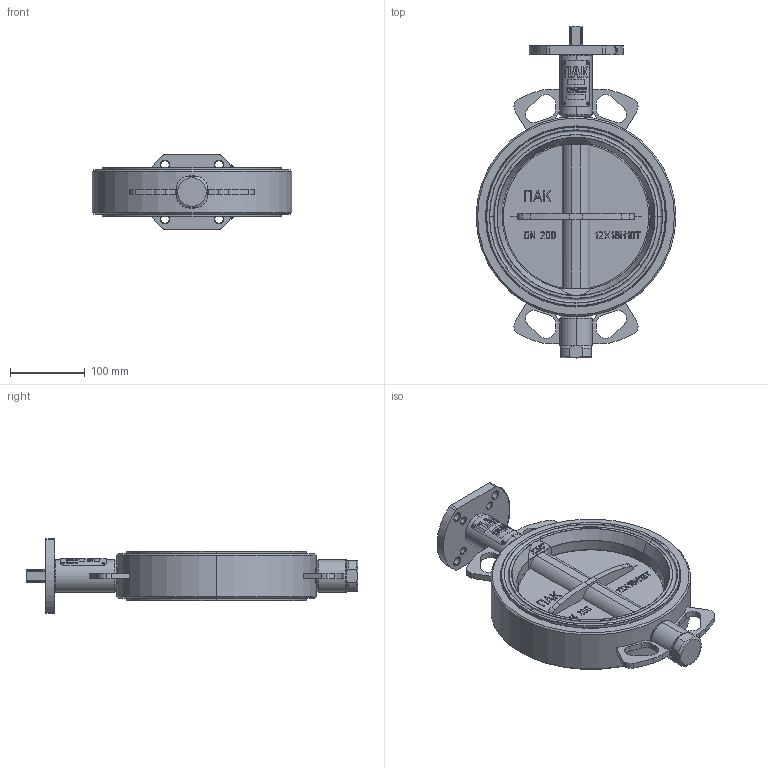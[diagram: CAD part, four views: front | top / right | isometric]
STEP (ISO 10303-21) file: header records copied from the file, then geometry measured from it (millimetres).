
FILE_DESCRIPTION (( 'STEP AP214' ), '1' );
FILE_NAME ('AP1.22.200.01.01.00.000 Ã× 3D-ìîäåëü ñèììåòðè÷íîãî çàòâîð DN200 PN10-16.STEP', '2022-05-30T06:28:15', ( '' ), ( '' ), 'SwSTEP 2.0', 'SolidWorks 2018', '' );
FILE_SCHEMA (( 'AUTOMOTIVE_DESIGN' ));
Length unit declared in the file: millimetre
Products named in the file (2): AP1.22.200.01.01.00.000 Ã×  3D-ìîäåëü ñèììåòðè÷íîãî çàòâîð DN200 PN10-16
Bounding box: 267 x 443.5 x 100 mm (x, y, z)
Surface area: 340079.8 mm2 (no closed solid volume)
Topology: 0 solids, 38 shells, 557 faces, 2509 edges, 1948 vertices
Faces by surface type: plane 188, cylinder 144, cone 80, bspline 77, torus 68
Entity records: 39593 total; most frequent: CARTESIAN_POINT 15166, ORIENTED_EDGE 3526, DIRECTION 3217, EDGE_CURVE 2509, VERTEX_POINT 1948, AXIS2_PLACEMENT_3D 1129, VECTOR 959, LINE 959
